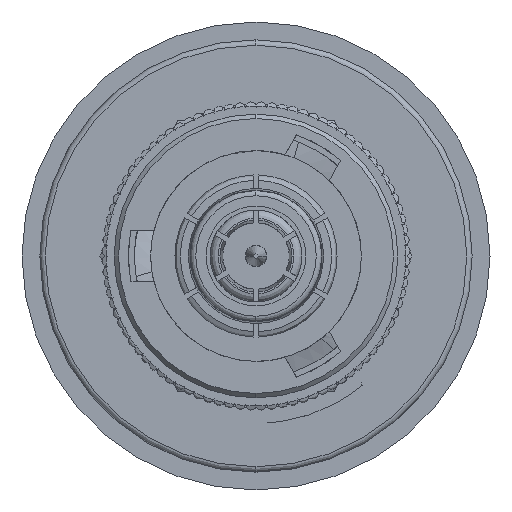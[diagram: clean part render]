
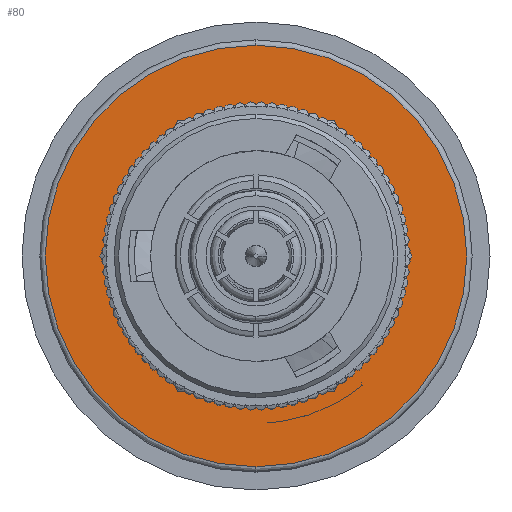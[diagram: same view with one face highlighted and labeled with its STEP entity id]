
A CAD part, left-side view. The second image highlights one B-rep face of the part: STEP entity #80.
In plain terms, the highlighted planar face has unit normal (-1, 0, 0).
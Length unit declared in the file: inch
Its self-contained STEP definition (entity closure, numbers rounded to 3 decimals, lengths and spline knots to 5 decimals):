
#43 = LINE ( 'NONE', #18932, #22322 ) ;
#80 = ADVANCED_FACE ( 'NONE', ( #51171, #36297 ), #41270, .F. ) ;
#289 = VERTEX_POINT ( 'NONE', #47434 ) ;
#1014 = CARTESIAN_POINT ( 'NONE',  ( -0.85374, 0., 0. ) ) ;
#1095 = CARTESIAN_POINT ( 'NONE',  ( -0.85374, -0.4, -0.25 ) ) ;
#1164 = CARTESIAN_POINT ( 'NONE',  ( -0.85374, -0.12928, 0.25 ) ) ;
#1602 = VERTEX_POINT ( 'NONE', #1164 ) ;
#2237 = CARTESIAN_POINT ( 'NONE',  ( -0.85374, -0.12928, -0.25 ) ) ;
#4541 = EDGE_CURVE ( 'NONE', #12016, #24400, #5387, .T. ) ;
#4671 = VECTOR ( 'NONE', #19981, 39.37008 ) ;
#5387 = CIRCLE ( 'NONE', #53898, 0.39 ) ;
#6424 = AXIS2_PLACEMENT_3D ( 'NONE', #31277, #40907, #22287 ) ;
#9680 = DIRECTION ( 'NONE',  ( 1., 0., 0. ) ) ;
#10141 = CARTESIAN_POINT ( 'NONE',  ( -0.85374, 0., 0. ) ) ;
#10304 = AXIS2_PLACEMENT_3D ( 'NONE', #10141, #14172, #37464 ) ;
#10417 = CIRCLE ( 'NONE', #6424, 0.28145 ) ;
#11220 = ORIENTED_EDGE ( 'NONE', *, *, #52748, .F. ) ;
#12016 = VERTEX_POINT ( 'NONE', #47495 ) ;
#13557 = EDGE_CURVE ( 'NONE', #1602, #38574, #43, .T. ) ;
#14172 = DIRECTION ( 'NONE',  ( 1., 0., 0. ) ) ;
#16915 = EDGE_LOOP ( 'NONE', ( #11220, #22053 ) ) ;
#18303 = ORIENTED_EDGE ( 'NONE', *, *, #34054, .T. ) ;
#18932 = CARTESIAN_POINT ( 'NONE',  ( -0.85374, -0.4, 0.25 ) ) ;
#19193 = CIRCLE ( 'NONE', #10304, 0.39 ) ;
#19981 = DIRECTION ( 'NONE',  ( 0., 1., 0. ) ) ;
#20640 = AXIS2_PLACEMENT_3D ( 'NONE', #38019, #56930, #46710 ) ;
#22053 = ORIENTED_EDGE ( 'NONE', *, *, #4541, .F. ) ;
#22287 = DIRECTION ( 'NONE',  ( 0., 0., -1. ) ) ;
#22322 = VECTOR ( 'NONE', #37871, 39.37008 ) ;
#22634 = DIRECTION ( 'NONE',  ( 1., 0., 0. ) ) ;
#24400 = VERTEX_POINT ( 'NONE', #35053 ) ;
#26162 = EDGE_CURVE ( 'NONE', #289, #38574, #10417, .T. ) ;
#27587 = CARTESIAN_POINT ( 'NONE',  ( -0.85374, 0.39, 0. ) ) ;
#31164 = CARTESIAN_POINT ( 'NONE',  ( -0.85374, 0.12928, 0.25 ) ) ;
#31277 = CARTESIAN_POINT ( 'NONE',  ( -0.85374, 0., 0. ) ) ;
#34054 = EDGE_CURVE ( 'NONE', #1602, #43756, #57251, .T. ) ;
#35053 = CARTESIAN_POINT ( 'NONE',  ( -0.85374, 0., -0.39 ) ) ;
#36297 = FACE_OUTER_BOUND ( 'NONE', #16915, .T. ) ;
#37245 = ORIENTED_EDGE ( 'NONE', *, *, #26162, .T. ) ;
#37464 = DIRECTION ( 'NONE',  ( 0., 0., -1. ) ) ;
#37871 = DIRECTION ( 'NONE',  ( 0., 1., 0. ) ) ;
#38019 = CARTESIAN_POINT ( 'NONE',  ( -0.85374, 0., 0. ) ) ;
#38574 = VERTEX_POINT ( 'NONE', #31164 ) ;
#40907 = DIRECTION ( 'NONE',  ( 1., 0., 0. ) ) ;
#41270 = PLANE ( 'NONE',  #59517 ) ;
#43756 = VERTEX_POINT ( 'NONE', #2237 ) ;
#43822 = DIRECTION ( 'NONE',  ( 0., 0., -1. ) ) ;
#46214 = DIRECTION ( 'NONE',  ( 0., 0., -1. ) ) ;
#46710 = DIRECTION ( 'NONE',  ( 0., 0., -1. ) ) ;
#47434 = CARTESIAN_POINT ( 'NONE',  ( -0.85374, 0.12928, -0.25 ) ) ;
#47467 = EDGE_CURVE ( 'NONE', #43756, #289, #51642, .T. ) ;
#47495 = CARTESIAN_POINT ( 'NONE',  ( -0.85374, 0., 0.39 ) ) ;
#51171 = FACE_BOUND ( 'NONE', #55165, .T. ) ;
#51276 = ORIENTED_EDGE ( 'NONE', *, *, #47467, .T. ) ;
#51642 = LINE ( 'NONE', #1095, #4671 ) ;
#52748 = EDGE_CURVE ( 'NONE', #24400, #12016, #19193, .T. ) ;
#53898 = AXIS2_PLACEMENT_3D ( 'NONE', #1014, #9680, #43822 ) ;
#55165 = EDGE_LOOP ( 'NONE', ( #37245, #57474, #18303, #51276 ) ) ;
#56930 = DIRECTION ( 'NONE',  ( 1., 0., 0. ) ) ;
#57251 = CIRCLE ( 'NONE', #20640, 0.28145 ) ;
#57474 = ORIENTED_EDGE ( 'NONE', *, *, #13557, .F. ) ;
#59517 = AXIS2_PLACEMENT_3D ( 'NONE', #27587, #22634, #46214 ) ;
